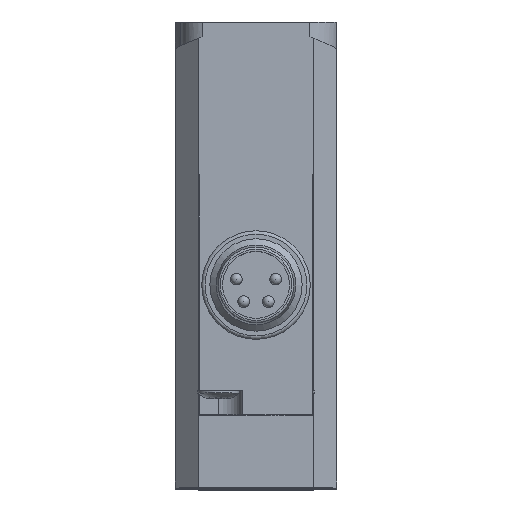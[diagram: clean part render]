
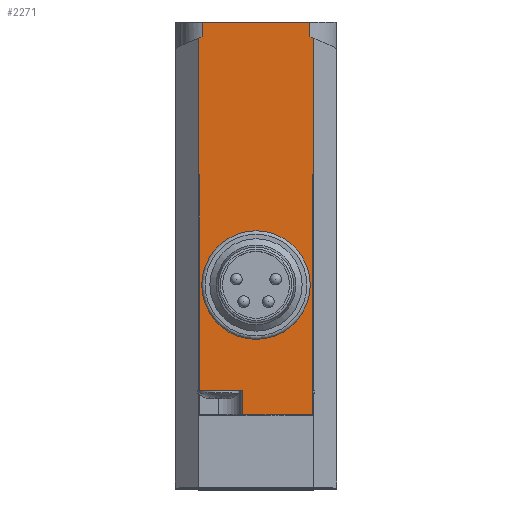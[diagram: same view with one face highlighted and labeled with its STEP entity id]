
A CAD part, top view. The second image highlights one B-rep face of the part: STEP entity #2271.
In plain terms, the highlighted face is planar.
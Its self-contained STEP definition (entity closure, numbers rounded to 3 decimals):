
#94=PLANE('',#2519);
#225=CIRCLE('',#2514,15.);
#226=CIRCLE('',#2515,15.);
#228=CIRCLE('',#2520,4.7);
#528=ORIENTED_EDGE('',*,*,#1059,.F.);
#529=ORIENTED_EDGE('',*,*,#1031,.T.);
#530=ORIENTED_EDGE('',*,*,#1060,.T.);
#531=ORIENTED_EDGE('',*,*,#1061,.F.);
#532=ORIENTED_EDGE('',*,*,#1020,.T.);
#533=ORIENTED_EDGE('',*,*,#1040,.T.);
#534=ORIENTED_EDGE('',*,*,#1062,.T.);
#535=ORIENTED_EDGE('',*,*,#1063,.F.);
#536=ORIENTED_EDGE('',*,*,#1050,.T.);
#537=ORIENTED_EDGE('',*,*,#1064,.T.);
#538=ORIENTED_EDGE('',*,*,#1065,.F.);
#539=ORIENTED_EDGE('',*,*,#1066,.F.);
#540=ORIENTED_EDGE('',*,*,#1046,.T.);
#541=ORIENTED_EDGE('',*,*,#1067,.T.);
#542=ORIENTED_EDGE('',*,*,#1068,.T.);
#1020=EDGE_CURVE('',#1300,#1301,#1461,.T.);
#1031=EDGE_CURVE('',#1312,#1310,#1470,.T.);
#1040=EDGE_CURVE('',#1301,#1319,#1479,.T.);
#1046=EDGE_CURVE('',#1324,#1325,#225,.F.);
#1050=EDGE_CURVE('',#1329,#1328,#226,.F.);
#1059=EDGE_CURVE('',#1337,#1337,#228,.F.);
#1060=EDGE_CURVE('',#1310,#1338,#1489,.T.);
#1061=EDGE_CURVE('',#1300,#1338,#1490,.T.);
#1062=EDGE_CURVE('',#1319,#1339,#1491,.T.);
#1063=EDGE_CURVE('',#1329,#1339,#1492,.T.);
#1064=EDGE_CURVE('',#1328,#1340,#1493,.T.);
#1065=EDGE_CURVE('',#1341,#1340,#1494,.T.);
#1066=EDGE_CURVE('',#1324,#1341,#1495,.T.);
#1067=EDGE_CURVE('',#1325,#1342,#1496,.T.);
#1068=EDGE_CURVE('',#1342,#1312,#1497,.T.);
#1300=VERTEX_POINT('',#3806);
#1301=VERTEX_POINT('',#3807);
#1310=VERTEX_POINT('',#3827);
#1312=VERTEX_POINT('',#3830);
#1319=VERTEX_POINT('',#3846);
#1324=VERTEX_POINT('',#3860);
#1325=VERTEX_POINT('',#3861);
#1328=VERTEX_POINT('',#3875);
#1329=VERTEX_POINT('',#3877);
#1337=VERTEX_POINT('',#3907);
#1338=VERTEX_POINT('',#3909);
#1339=VERTEX_POINT('',#3912);
#1340=VERTEX_POINT('',#3915);
#1341=VERTEX_POINT('',#3917);
#1342=VERTEX_POINT('',#3920);
#1461=LINE('',#3805,#1598);
#1470=LINE('',#3829,#1607);
#1479=LINE('',#3847,#1616);
#1489=LINE('',#3908,#1626);
#1490=LINE('',#3910,#1627);
#1491=LINE('',#3911,#1628);
#1492=LINE('',#3913,#1629);
#1493=LINE('',#3914,#1630);
#1494=LINE('',#3916,#1631);
#1495=LINE('',#3918,#1632);
#1496=LINE('',#3919,#1633);
#1497=LINE('',#3921,#1634);
#1598=VECTOR('',#2923,1000.);
#1607=VECTOR('',#2938,1000.);
#1616=VECTOR('',#2949,1000.);
#1626=VECTOR('',#2981,1000.);
#1627=VECTOR('',#2982,1000.);
#1628=VECTOR('',#2983,1000.);
#1629=VECTOR('',#2984,1000.);
#1630=VECTOR('',#2985,1000.);
#1631=VECTOR('',#2986,1000.);
#1632=VECTOR('',#2987,1000.);
#1633=VECTOR('',#2988,1000.);
#1634=VECTOR('',#2989,1000.);
#1790=EDGE_LOOP('',(#528));
#1791=EDGE_LOOP('',(#529,#530,#531,#532,#533,#534,#535,#536,#537,#538,#539,
#540,#541,#542));
#2014=FACE_BOUND('',#1790,.T.);
#2015=FACE_BOUND('',#1791,.T.);
#2271=ADVANCED_FACE('',(#2014,#2015),#94,.F.);
#2514=AXIS2_PLACEMENT_3D('',#3859,#2961,#2962);
#2515=AXIS2_PLACEMENT_3D('',#3876,#2965,#2966);
#2519=AXIS2_PLACEMENT_3D('',#3905,#2977,#2978);
#2520=AXIS2_PLACEMENT_3D('',#3906,#2979,#2980);
#2923=DIRECTION('',(0.,0.,1.));
#2938=DIRECTION('',(0.,-1.,0.));
#2949=DIRECTION('',(0.,1.,0.));
#2961=DIRECTION('',(1.,0.,0.));
#2962=DIRECTION('',(0.,0.,-1.));
#2965=DIRECTION('',(1.,0.,0.));
#2966=DIRECTION('',(0.,0.,-1.));
#2977=DIRECTION('',(1.,0.,0.));
#2978=DIRECTION('',(0.,0.,-1.));
#2979=DIRECTION('',(1.,0.,0.));
#2980=DIRECTION('',(0.,0.,-1.));
#2981=DIRECTION('',(0.,0.,1.));
#2982=DIRECTION('',(0.,1.,0.));
#2983=DIRECTION('',(0.,0.,1.));
#2984=DIRECTION('',(0.,-1.,0.));
#2985=DIRECTION('',(0.,1.,0.));
#2986=DIRECTION('',(0.,0.,1.));
#2987=DIRECTION('',(0.,1.,0.));
#2988=DIRECTION('',(0.,-1.,0.));
#2989=DIRECTION('',(0.,0.,1.));
#3805=CARTESIAN_POINT('',(0.,6.3,-4.9));
#3806=CARTESIAN_POINT('',(0.,6.3,-1.15));
#3807=CARTESIAN_POINT('',(0.,6.3,4.9));
#3827=CARTESIAN_POINT('',(0.,8.4,-4.9));
#3829=CARTESIAN_POINT('',(0.,27.1,-4.9));
#3830=CARTESIAN_POINT('',(0.,27.1,-4.9));
#3846=CARTESIAN_POINT('',(0.,27.1,4.9));
#3847=CARTESIAN_POINT('',(0.,6.3,4.9));
#3859=CARTESIAN_POINT('',(0.,24.8,0.));
#3860=CARTESIAN_POINT('',(0.,39.061,-4.65));
#3861=CARTESIAN_POINT('',(0.,38.942,-5.));
#3875=CARTESIAN_POINT('',(0.,39.061,4.65));
#3876=CARTESIAN_POINT('',(0.,24.8,0.));
#3877=CARTESIAN_POINT('',(0.,38.942,5.));
#3905=CARTESIAN_POINT('',(0.,40.3,-5.));
#3906=CARTESIAN_POINT('',(0.,17.55,0.));
#3907=CARTESIAN_POINT('',(0.,17.55,-4.7));
#3908=CARTESIAN_POINT('',(0.,8.4,-5.));
#3909=CARTESIAN_POINT('',(0.,8.4,-1.15));
#3910=CARTESIAN_POINT('',(0.,6.3,-1.15));
#3911=CARTESIAN_POINT('',(0.,27.1,4.9));
#3912=CARTESIAN_POINT('',(0.,27.1,5.));
#3913=CARTESIAN_POINT('',(0.,40.3,5.));
#3914=CARTESIAN_POINT('',(0.,35.3,4.65));
#3915=CARTESIAN_POINT('',(0.,40.3,4.65));
#3916=CARTESIAN_POINT('',(0.,40.3,-4.65));
#3917=CARTESIAN_POINT('',(0.,40.3,-4.65));
#3918=CARTESIAN_POINT('',(0.,35.3,-4.65));
#3919=CARTESIAN_POINT('',(0.,40.3,-5.));
#3920=CARTESIAN_POINT('',(0.,27.1,-5.));
#3921=CARTESIAN_POINT('',(0.,27.1,-7.));
